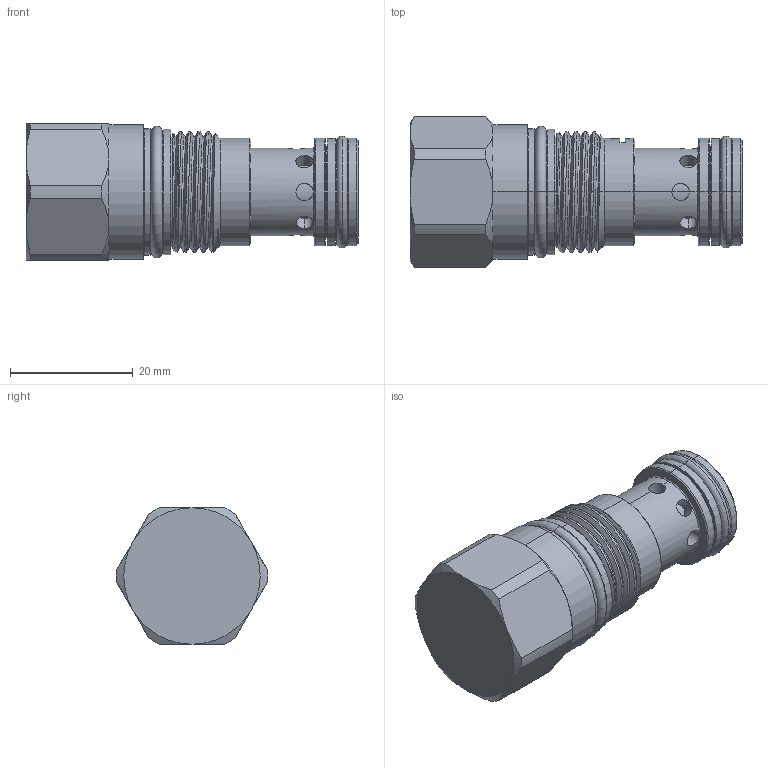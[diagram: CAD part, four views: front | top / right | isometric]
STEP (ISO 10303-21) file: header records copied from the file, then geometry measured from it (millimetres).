
FILE_DESCRIPTION (( 'STEP AP203' ), '1' );
FILE_NAME ('FR13A2F-N.STEP', '2020-03-19T08:07:47', ( '' ), ( '' ), 'SwSTEP 2.0', 'SolidWorks 2018', '' );
FILE_SCHEMA (( 'CONFIG_CONTROL_DESIGN' ));
Length unit declared in the file: millimetre
Products named in the file (1): FR13A2F-N
Bounding box: 54.03 x 24.59 x 22.22 mm (x, y, z)
Volume: 15617.5 mm3; surface area: 5749.7 mm2
Topology: 2 solids, 2 shells, 151 faces, 339 edges, 206 vertices
Faces by surface type: cylinder 73, cone 30, plane 25, torus 20, bspline 3
Entity records: 6146 total; most frequent: CARTESIAN_POINT 2800, DIRECTION 698, ORIENTED_EDGE 676, EDGE_CURVE 338, AXIS2_PLACEMENT_3D 304, VERTEX_POINT 205, EDGE_LOOP 167, CIRCLE 155
